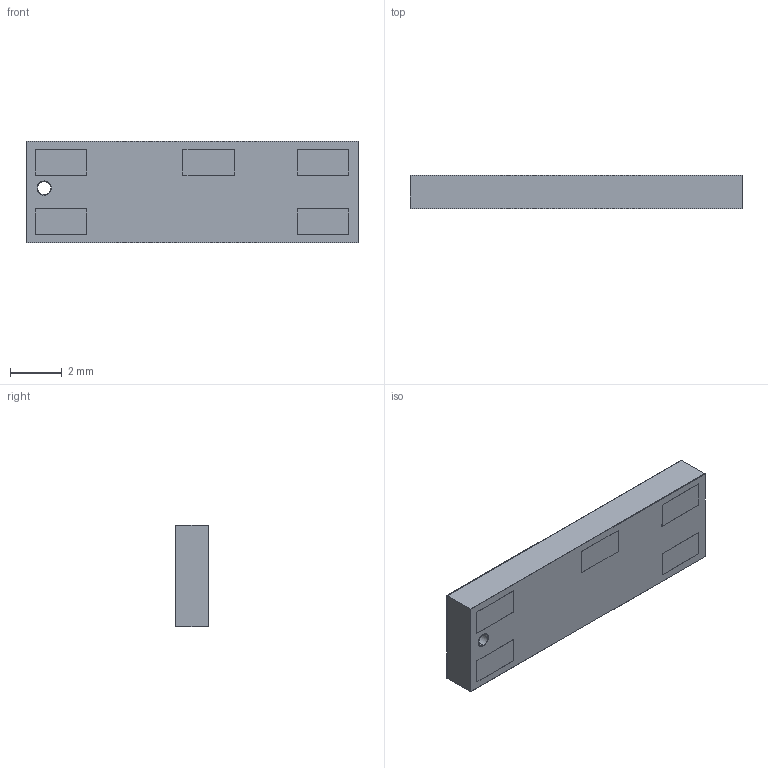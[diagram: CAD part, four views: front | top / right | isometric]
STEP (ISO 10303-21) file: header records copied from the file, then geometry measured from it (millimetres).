
FILE_DESCRIPTION (( 'STEP AP214' ), '1' );
FILE_NAME ('A5839.STEP', '2020-06-25T09:07:40', ( '' ), ( '' ), 'SwSTEP 2.0', 'SolidWorks 2017', '' );
FILE_SCHEMA (( 'AUTOMOTIVE_DESIGN' ));
Length unit declared in the file: millimetre
Products named in the file (1): A5839
Bounding box: 12.8 x 1.3 x 3.9 mm (x, y, z)
Volume: 64.6 mm3; surface area: 354.1 mm2
Topology: 9 solids, 9 shells, 105 faces, 246 edges, 164 vertices
Faces by surface type: plane 95, cylinder 10
Entity records: 3102 total; most frequent: CARTESIAN_POINT 516, ORIENTED_EDGE 492, DIRECTION 478, EDGE_CURVE 246, LINE 226, VECTOR 226, VERTEX_POINT 164, EDGE_LOOP 128
